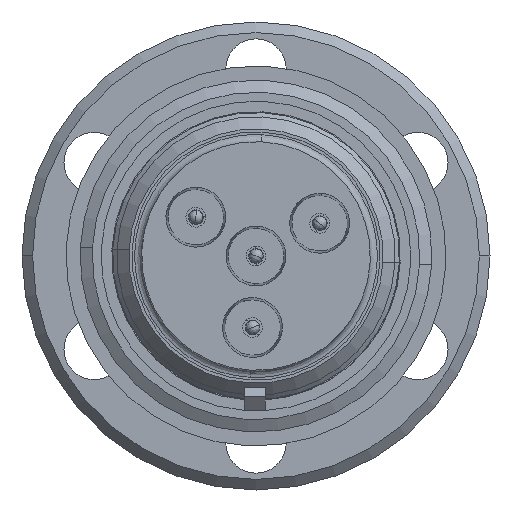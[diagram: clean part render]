
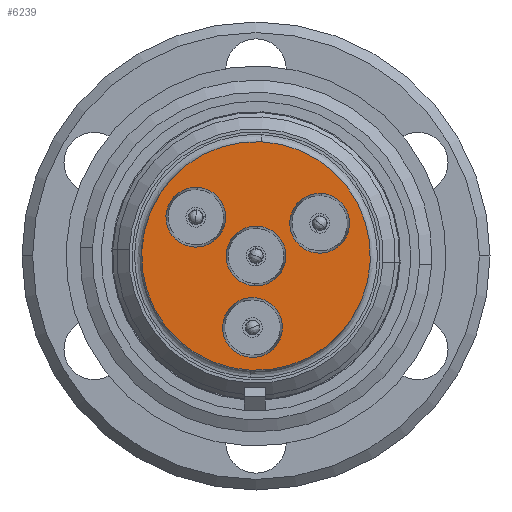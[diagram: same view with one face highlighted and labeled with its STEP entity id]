
A CAD part, front view. The second image highlights one B-rep face of the part: STEP entity #6239.
In plain terms, the highlighted planar face has unit normal (0, -1, 0).
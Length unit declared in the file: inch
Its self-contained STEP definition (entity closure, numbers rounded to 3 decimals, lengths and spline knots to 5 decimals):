
#645 = CARTESIAN_POINT ( 'NONE',  ( 0.18097, -0.75021, 0.09307 ) ) ;
#646 = DIRECTION ( 'NONE',  ( 0., 1., 0. ) ) ;
#647 = DIRECTION ( 'NONE',  ( -0.049, 0., -0.999 ) ) ;
#818 = CIRCLE ( 'NONE', #4709, 0.085 ) ;
#901 = CIRCLE ( 'NONE', #4426, 0.085 ) ;
#1975 = AXIS2_PLACEMENT_3D ( 'NONE', #5910, #5906, #5912 ) ;
#2061 = AXIS2_PLACEMENT_3D ( 'NONE', #8021, #8022, #8023 ) ;
#2078 = AXIS2_PLACEMENT_3D ( 'NONE', #8046, #8048, #8050 ) ;
#2088 = AXIS2_PLACEMENT_3D ( 'NONE', #8071, #8073, #8075 ) ;
#2119 = AXIS2_PLACEMENT_3D ( 'NONE', #8114, #8115, #8116 ) ;
#2257 = EDGE_CURVE ( 'NONE', #2879, #3153, #5666, .T. ) ;
#2265 = EDGE_CURVE ( 'NONE', #3354, #2855, #5756, .T. ) ;
#2382 = EDGE_CURVE ( 'NONE', #3900, #3263, #818, .T. ) ;
#2402 = EDGE_CURVE ( 'NONE', #3164, #3662, #901, .T. ) ;
#2497 = EDGE_CURVE ( 'NONE', #3107, #3891, #6636, .T. ) ;
#2580 = CARTESIAN_POINT ( 'NONE',  ( 0., -0.75021, 0. ) ) ;
#2581 = DIRECTION ( 'NONE',  ( 0., 1., 0. ) ) ;
#2582 = DIRECTION ( 'NONE',  ( 0.049, 0., 0.999 ) ) ;
#2606 = CARTESIAN_POINT ( 'NONE',  ( -0.17109, -0.75021, 0.11019 ) ) ;
#2607 = DIRECTION ( 'NONE',  ( 0., 1., 0. ) ) ;
#2608 = DIRECTION ( 'NONE',  ( -0.049, 0., -0.999 ) ) ;
#2855 = VERTEX_POINT ( 'NONE', #7785 ) ;
#2879 = VERTEX_POINT ( 'NONE', #7793 ) ;
#2922 = ORIENTED_EDGE ( 'NONE', *, *, #4772, .T. ) ;
#3085 = ORIENTED_EDGE ( 'NONE', *, *, #4432, .T. ) ;
#3107 = VERTEX_POINT ( 'NONE', #7520 ) ;
#3153 = VERTEX_POINT ( 'NONE', #7523 ) ;
#3164 = VERTEX_POINT ( 'NONE', #7526 ) ;
#3165 = ORIENTED_EDGE ( 'NONE', *, *, #4764, .T. ) ;
#3207 = ORIENTED_EDGE ( 'NONE', *, *, #4768, .F. ) ;
#3263 = VERTEX_POINT ( 'NONE', #7556 ) ;
#3288 = ORIENTED_EDGE ( 'NONE', *, *, #2382, .T. ) ;
#3354 = VERTEX_POINT ( 'NONE', #7564 ) ;
#3414 = ORIENTED_EDGE ( 'NONE', *, *, #4784, .T. ) ;
#3461 = ORIENTED_EDGE ( 'NONE', *, *, #2497, .T. ) ;
#3662 = VERTEX_POINT ( 'NONE', #7635 ) ;
#3681 = ORIENTED_EDGE ( 'NONE', *, *, #2257, .F. ) ;
#3806 = ORIENTED_EDGE ( 'NONE', *, *, #2402, .T. ) ;
#3884 = ORIENTED_EDGE ( 'NONE', *, *, #2265, .T. ) ;
#3891 = VERTEX_POINT ( 'NONE', #7408 ) ;
#3900 = VERTEX_POINT ( 'NONE', #7411 ) ;
#4426 = AXIS2_PLACEMENT_3D ( 'NONE', #6563, #6564, #6565 ) ;
#4432 = EDGE_CURVE ( 'NONE', #3263, #3900, #9379, .T. ) ;
#4497 = AXIS2_PLACEMENT_3D ( 'NONE', #7927, #7929, #7931 ) ;
#4594 = AXIS2_PLACEMENT_3D ( 'NONE', #2580, #2581, #2582 ) ;
#4601 = AXIS2_PLACEMENT_3D ( 'NONE', #2606, #2607, #2608 ) ;
#4658 = AXIS2_PLACEMENT_3D ( 'NONE', #645, #646, #647 ) ;
#4709 = AXIS2_PLACEMENT_3D ( 'NONE', #6512, #6513, #6514 ) ;
#4764 = EDGE_CURVE ( 'NONE', #3891, #3107, #5289, .T. ) ;
#4768 = EDGE_CURVE ( 'NONE', #3153, #2879, #5287, .T. ) ;
#4772 = EDGE_CURVE ( 'NONE', #2855, #3354, #5275, .T. ) ;
#4784 = EDGE_CURVE ( 'NONE', #3662, #3164, #5277, .T. ) ;
#5275 = CIRCLE ( 'NONE', #2088, 0.085 ) ;
#5277 = CIRCLE ( 'NONE', #2119, 0.085 ) ;
#5287 = CIRCLE ( 'NONE', #2078, 0.325 ) ;
#5289 = CIRCLE ( 'NONE', #2061, 0.085 ) ;
#5461 = EDGE_LOOP ( 'NONE', ( #3884, #2922 ) ) ;
#5525 = EDGE_LOOP ( 'NONE', ( #3681, #3207 ) ) ;
#5536 = EDGE_LOOP ( 'NONE', ( #3288, #3085 ) ) ;
#5666 = CIRCLE ( 'NONE', #4594, 0.325 ) ;
#5674 = EDGE_LOOP ( 'NONE', ( #3806, #3414 ) ) ;
#5676 = EDGE_LOOP ( 'NONE', ( #3461, #3165 ) ) ;
#5756 = CIRCLE ( 'NONE', #4601, 0.085 ) ;
#5906 = DIRECTION ( 'NONE',  ( 0., -1., 0. ) ) ;
#5908 = PLANE ( 'NONE',  #1975 ) ;
#5910 = CARTESIAN_POINT ( 'NONE',  ( -0.32462, -0.75021, 0.01579 ) ) ;
#5912 = DIRECTION ( 'NONE',  ( -0.049, 0., -0.999 ) ) ;
#6239 = ADVANCED_FACE ( 'NONE', ( #7841, #7830, #7834, #7820, #7823 ), #5908, .T. ) ;
#6512 = CARTESIAN_POINT ( 'NONE',  ( 0.18097, -0.75021, 0.09307 ) ) ;
#6513 = DIRECTION ( 'NONE',  ( 0., 1., 0. ) ) ;
#6514 = DIRECTION ( 'NONE',  ( -0.049, 0., -0.999 ) ) ;
#6563 = CARTESIAN_POINT ( 'NONE',  ( 0., -0.75021, 0. ) ) ;
#6564 = DIRECTION ( 'NONE',  ( 0., 1., 0. ) ) ;
#6565 = DIRECTION ( 'NONE',  ( -0.049, 0., -0.999 ) ) ;
#6636 = CIRCLE ( 'NONE', #4497, 0.085 ) ;
#7408 = CARTESIAN_POINT ( 'NONE',  ( -0.00576, -0.75021, -0.11836 ) ) ;
#7411 = CARTESIAN_POINT ( 'NONE',  ( 0.17684, -0.75021, 0.00817 ) ) ;
#7520 = CARTESIAN_POINT ( 'NONE',  ( -0.01401, -0.75021, -0.28816 ) ) ;
#7523 = CARTESIAN_POINT ( 'NONE',  ( -0.01579, -0.75021, -0.32462 ) ) ;
#7526 = CARTESIAN_POINT ( 'NONE',  ( -0.00413, -0.75021, -0.0849 ) ) ;
#7556 = CARTESIAN_POINT ( 'NONE',  ( 0.1851, -0.75021, 0.17797 ) ) ;
#7564 = CARTESIAN_POINT ( 'NONE',  ( -0.17521, -0.75021, 0.02529 ) ) ;
#7635 = CARTESIAN_POINT ( 'NONE',  ( 0.00413, -0.75021, 0.0849 ) ) ;
#7785 = CARTESIAN_POINT ( 'NONE',  ( -0.16696, -0.75021, 0.19509 ) ) ;
#7793 = CARTESIAN_POINT ( 'NONE',  ( 0.01579, -0.75021, 0.32462 ) ) ;
#7820 = FACE_BOUND ( 'NONE', #5676, .T. ) ;
#7823 = FACE_BOUND ( 'NONE', #5461, .T. ) ;
#7830 = FACE_BOUND ( 'NONE', #5536, .T. ) ;
#7834 = FACE_BOUND ( 'NONE', #5674, .T. ) ;
#7841 = FACE_OUTER_BOUND ( 'NONE', #5525, .T. ) ;
#7927 = CARTESIAN_POINT ( 'NONE',  ( -0.00988, -0.75021, -0.20326 ) ) ;
#7929 = DIRECTION ( 'NONE',  ( 0., 1., 0. ) ) ;
#7931 = DIRECTION ( 'NONE',  ( -0.049, 0., -0.999 ) ) ;
#8021 = CARTESIAN_POINT ( 'NONE',  ( -0.00988, -0.75021, -0.20326 ) ) ;
#8022 = DIRECTION ( 'NONE',  ( 0., 1., 0. ) ) ;
#8023 = DIRECTION ( 'NONE',  ( -0.049, 0., -0.999 ) ) ;
#8046 = CARTESIAN_POINT ( 'NONE',  ( 0., -0.75021, 0. ) ) ;
#8048 = DIRECTION ( 'NONE',  ( 0., 1., 0. ) ) ;
#8050 = DIRECTION ( 'NONE',  ( 0.049, 0., 0.999 ) ) ;
#8071 = CARTESIAN_POINT ( 'NONE',  ( -0.17109, -0.75021, 0.11019 ) ) ;
#8073 = DIRECTION ( 'NONE',  ( 0., 1., 0. ) ) ;
#8075 = DIRECTION ( 'NONE',  ( -0.049, 0., -0.999 ) ) ;
#8114 = CARTESIAN_POINT ( 'NONE',  ( 0., -0.75021, 0. ) ) ;
#8115 = DIRECTION ( 'NONE',  ( 0., 1., 0. ) ) ;
#8116 = DIRECTION ( 'NONE',  ( -0.049, 0., -0.999 ) ) ;
#9379 = CIRCLE ( 'NONE', #4658, 0.085 ) ;
